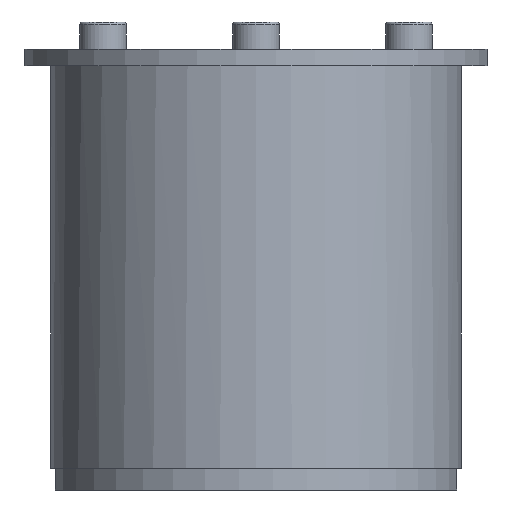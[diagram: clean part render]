
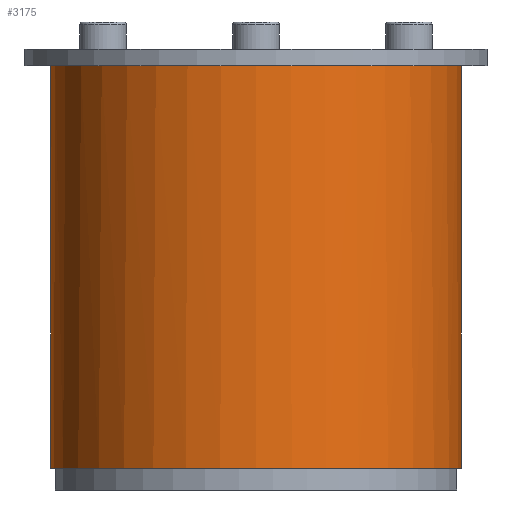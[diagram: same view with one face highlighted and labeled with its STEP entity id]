
A CAD part, front view. The second image highlights one B-rep face of the part: STEP entity #3175.
In plain terms, the highlighted cylindrical face has radius 37.5 mm (diameter 75 mm), a partial arc.
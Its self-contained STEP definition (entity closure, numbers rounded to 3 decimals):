
#72=CYLINDRICAL_SURFACE('',#3478,37.5);
#330=FACE_OUTER_BOUND('',#525,.T.);
#525=EDGE_LOOP('',(#2391,#2392,#2393,#2394,#2395,#2396));
#768=LINE('',#5200,#986);
#769=LINE('',#5202,#987);
#986=VECTOR('',#4168,10.);
#987=VECTOR('',#4171,10.);
#1161=CIRCLE('',#3474,37.5);
#1162=CIRCLE('',#3475,37.5);
#1163=CIRCLE('',#3477,37.5);
#1164=CIRCLE('',#3479,37.5);
#1424=VERTEX_POINT('',#5177);
#1428=VERTEX_POINT('',#5185);
#1429=VERTEX_POINT('',#5187);
#1430=VERTEX_POINT('',#5190);
#1431=VERTEX_POINT('',#5194);
#1432=VERTEX_POINT('',#5196);
#1778=EDGE_CURVE('',#1428,#1429,#1161,.T.);
#1781=EDGE_CURVE('',#1430,#1424,#1162,.T.);
#1784=EDGE_CURVE('',#1432,#1431,#1163,.T.);
#1785=EDGE_CURVE('',#1429,#1432,#768,.T.);
#1786=EDGE_CURVE('',#1424,#1428,#1164,.T.);
#1787=EDGE_CURVE('',#1431,#1430,#769,.T.);
#2391=ORIENTED_EDGE('',*,*,#1785,.F.);
#2392=ORIENTED_EDGE('',*,*,#1778,.F.);
#2393=ORIENTED_EDGE('',*,*,#1786,.F.);
#2394=ORIENTED_EDGE('',*,*,#1781,.F.);
#2395=ORIENTED_EDGE('',*,*,#1787,.F.);
#2396=ORIENTED_EDGE('',*,*,#1784,.F.);
#3175=ADVANCED_FACE('',(#330),#72,.T.);
#3474=AXIS2_PLACEMENT_3D('',#5188,#4154,#4155);
#3475=AXIS2_PLACEMENT_3D('',#5192,#4158,#4159);
#3477=AXIS2_PLACEMENT_3D('',#5198,#4164,#4165);
#3478=AXIS2_PLACEMENT_3D('',#5199,#4166,#4167);
#3479=AXIS2_PLACEMENT_3D('',#5201,#4169,#4170);
#4154=DIRECTION('center_axis',(0.,0.,1.));
#4155=DIRECTION('ref_axis',(-1.,0.,0.));
#4158=DIRECTION('center_axis',(0.,0.,1.));
#4159=DIRECTION('ref_axis',(-1.,0.,0.));
#4164=DIRECTION('center_axis',(0.,0.,-1.));
#4165=DIRECTION('ref_axis',(-1.,0.,0.));
#4166=DIRECTION('center_axis',(0.,0.,1.));
#4167=DIRECTION('ref_axis',(-1.,0.,0.));
#4168=DIRECTION('',(0.,0.,-1.));
#4169=DIRECTION('center_axis',(0.,0.,1.));
#4170=DIRECTION('ref_axis',(-1.,0.,0.));
#4171=DIRECTION('',(0.,0.,1.));
#5177=CARTESIAN_POINT('',(-37.47,-1.5,36.75));
#5185=CARTESIAN_POINT('',(37.47,-1.5,36.75));
#5187=CARTESIAN_POINT('',(37.5,0.,36.75));
#5188=CARTESIAN_POINT('Origin',(0.,0.,36.75));
#5190=CARTESIAN_POINT('',(-37.5,0.,36.75));
#5192=CARTESIAN_POINT('Origin',(0.,0.,36.75));
#5194=CARTESIAN_POINT('',(-37.5,0.,-36.75));
#5196=CARTESIAN_POINT('',(37.5,0.,-36.75));
#5198=CARTESIAN_POINT('Origin',(0.,0.,-36.75));
#5199=CARTESIAN_POINT('Origin',(0.,0.,0.));
#5200=CARTESIAN_POINT('',(37.5,0.,0.));
#5201=CARTESIAN_POINT('Origin',(0.,0.,36.75));
#5202=CARTESIAN_POINT('',(-37.5,0.,0.));
